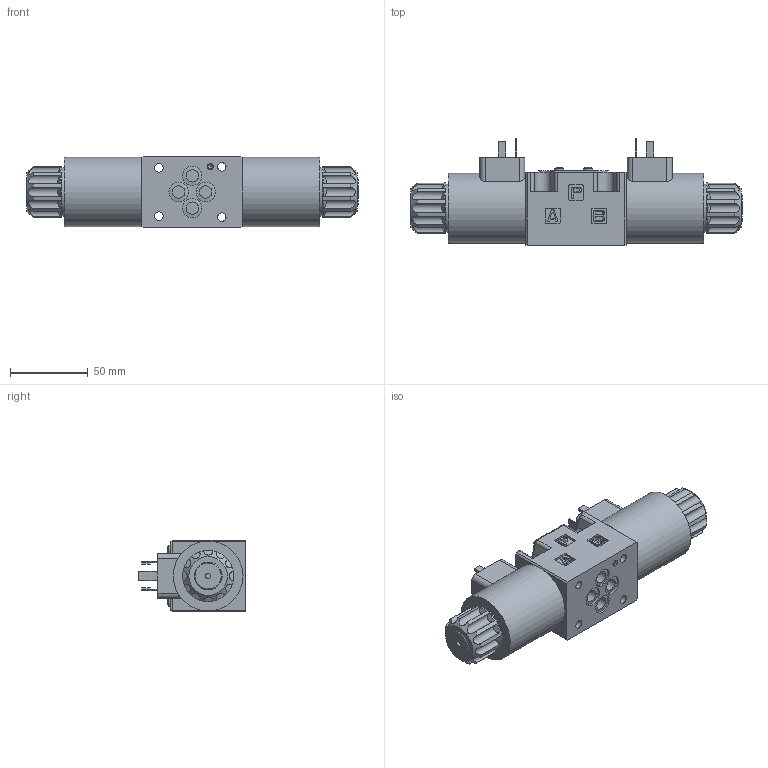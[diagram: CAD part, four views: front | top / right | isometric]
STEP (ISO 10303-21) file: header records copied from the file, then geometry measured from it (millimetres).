
FILE_DESCRIPTION(/* description */ ('STEP AP214'),/* implementation_level */ '2;1');
FILE_NAME(/* name */ 'DS3-S1_11N-D12K1',/* time_stamp */ '2025-03-15T18:07:52+01:00',/* author */ ('License CC BY-ND 4.0'),/* organization */ ('CADENAS'),/* preprocessor_version */ 'ST-DEVELOPER v19.3',/* originating_system */ 'PARTsolutions',/* authorisation */ ' ');
FILE_SCHEMA (('AUTOMOTIVE_DESIGN {1 0 10303 214 3 1 1}'));
Length unit declared in the file: millimetre
Products named in the file (6): DS3-S1/11N-D12K1; 0144609-02; 026962_; 190308; 0119412-01; 3001630001-02
Assembly tree (8 placements, depth 2):
  DS3-S1/11N-D12K1
    0144609-02
    026962_  x2
    190308  x2
    0119412-01  x2
    3001630001-02
Bounding box: 214.2 x 68.9 x 46 mm (x, y, z)
Volume: 334736.4 mm3; surface area: 80896.8 mm2
Topology: 8 solids, 8 shells, 759 faces, 1952 edges, 1284 vertices
Faces by surface type: plane 513, cylinder 168, cone 64, torus 12, sphere 2
Full cylindrical faces by diameter (mm): 2.459 x2, 2.6 x2, 3 x1, 3.5 x2, 4.48 x2, 5.5 x4, 6.025 x2, 6.42 x2, 8 x4, 8.2 x2, 9 x4, 12.5 x4, 14.5 x2, 16 x2, 16.58 x2, 16.917 x4, 18 x4, 19.8 x2, 20.98 x2, 21.8 x2, 22 x4, 26 x2, 31 x2, 33 x2, 45 x2
Entity records: 22546 total; most frequent: CARTESIAN_POINT 3510, DIRECTION 3117, ORIENTED_EDGE 3116, EDGE_CURVE 1558, LINE 1217, VECTOR 1217, VERTEX_POINT 1077, AXIS2_PLACEMENT_3D 950
